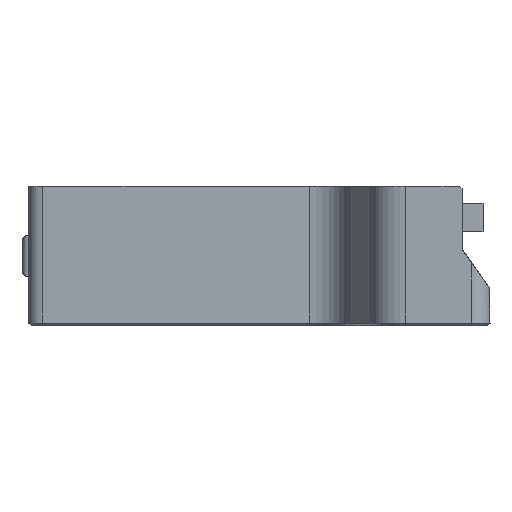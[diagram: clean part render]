
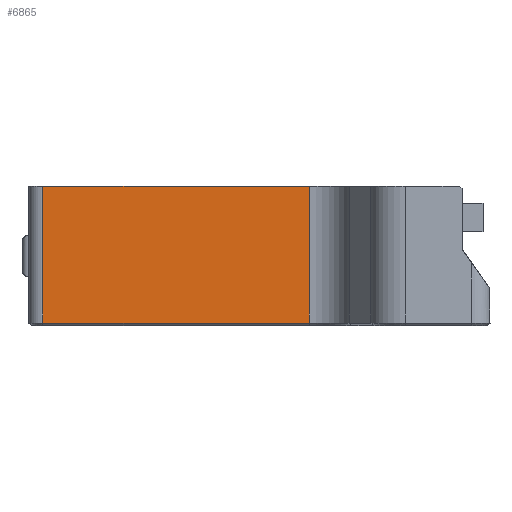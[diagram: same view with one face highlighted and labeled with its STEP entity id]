
A CAD part, left-side view. The second image highlights one B-rep face of the part: STEP entity #6865.
In plain terms, the highlighted planar face has unit normal (-1, 0, 0).
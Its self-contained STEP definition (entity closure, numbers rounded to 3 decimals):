
#501=FACE_OUTER_BOUND('',#887,.T.);
#887=EDGE_LOOP('',(#4854,#4855,#4856,#4857));
#1387=LINE('',#10271,#2162);
#1391=LINE('',#10287,#2166);
#1402=LINE('',#10322,#2177);
#1403=LINE('',#10324,#2178);
#2162=VECTOR('',#8185,10.);
#2166=VECTOR('',#8205,10.);
#2177=VECTOR('',#8254,10.);
#2178=VECTOR('',#8257,10.);
#2942=VERTEX_POINT('',#10261);
#2945=VERTEX_POINT('',#10270);
#2948=VERTEX_POINT('',#10281);
#2949=VERTEX_POINT('',#10285);
#3666=EDGE_CURVE('',#2942,#2945,#1387,.T.);
#3674=EDGE_CURVE('',#2948,#2949,#1391,.T.);
#3690=EDGE_CURVE('',#2948,#2942,#1402,.T.);
#3691=EDGE_CURVE('',#2945,#2949,#1403,.T.);
#4854=ORIENTED_EDGE('',*,*,#3690,.F.);
#4855=ORIENTED_EDGE('',*,*,#3674,.T.);
#4856=ORIENTED_EDGE('',*,*,#3691,.F.);
#4857=ORIENTED_EDGE('',*,*,#3666,.F.);
#6574=PLANE('',#7318);
#6865=ADVANCED_FACE('',(#501),#6574,.T.);
#7318=AXIS2_PLACEMENT_3D('',#10323,#8255,#8256);
#8185=DIRECTION('',(0.,0.,1.));
#8205=DIRECTION('',(0.,0.,1.));
#8254=DIRECTION('',(0.,1.,0.));
#8255=DIRECTION('center_axis',(-1.,0.,0.));
#8256=DIRECTION('ref_axis',(0.,1.,0.));
#8257=DIRECTION('',(0.,-1.,0.));
#10261=CARTESIAN_POINT('',(-187.4,30.5,-9.6));
#10270=CARTESIAN_POINT('',(-187.4,30.5,10.));
#10271=CARTESIAN_POINT('',(-187.4,30.5,8.));
#10281=CARTESIAN_POINT('',(-187.4,-7.602,-9.6));
#10285=CARTESIAN_POINT('',(-187.4,-7.602,10.));
#10287=CARTESIAN_POINT('',(-187.4,-7.602,8.));
#10322=CARTESIAN_POINT('',(-187.4,14.106,-9.6));
#10323=CARTESIAN_POINT('Origin',(-187.4,30.5,-11.));
#10324=CARTESIAN_POINT('',(-187.4,15.25,10.));
